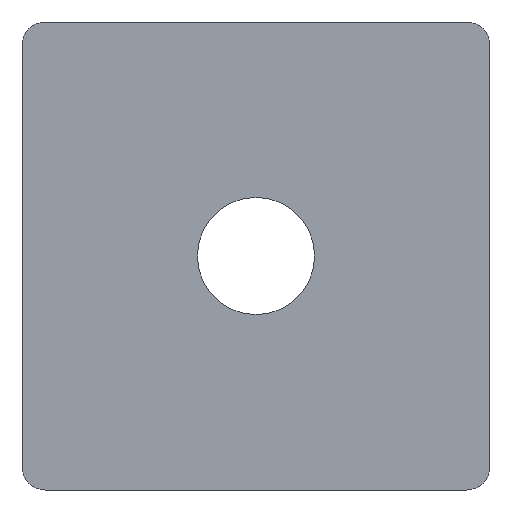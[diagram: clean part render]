
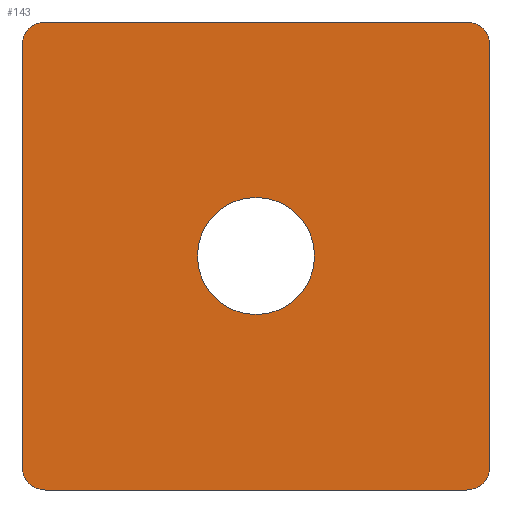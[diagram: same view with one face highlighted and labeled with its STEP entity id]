
A CAD part, front view. The second image highlights one B-rep face of the part: STEP entity #143.
In plain terms, the highlighted planar face has unit normal (0, -1, 0).
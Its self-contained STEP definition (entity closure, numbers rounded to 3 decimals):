
#3 = CARTESIAN_POINT ( 'NONE',  ( 19., -1.57, -1. ) ) ;
#8 = LINE ( 'NONE', #123, #313 ) ;
#12 = DIRECTION ( 'NONE',  ( 0., 0., -1. ) ) ;
#14 = DIRECTION ( 'NONE',  ( 0., 0., -1. ) ) ;
#19 = VERTEX_POINT ( 'NONE', #35 ) ;
#27 = VERTEX_POINT ( 'NONE', #200 ) ;
#35 = CARTESIAN_POINT ( 'NONE',  ( 19., -1.57, -20. ) ) ;
#49 = CARTESIAN_POINT ( 'NONE',  ( 0., -1.57, -1. ) ) ;
#58 = ORIENTED_EDGE ( 'NONE', *, *, #91, .F. ) ;
#74 = EDGE_CURVE ( 'NONE', #27, #83, #354, .T. ) ;
#83 = VERTEX_POINT ( 'NONE', #348 ) ;
#87 = CARTESIAN_POINT ( 'NONE',  ( 0., -1.57, -19. ) ) ;
#90 = EDGE_LOOP ( 'NONE', ( #370, #214 ) ) ;
#91 = EDGE_CURVE ( 'NONE', #19, #288, #8, .T. ) ;
#94 = PLANE ( 'NONE',  #172 ) ;
#98 = CIRCLE ( 'NONE', #379, 2.5 ) ;
#100 = ORIENTED_EDGE ( 'NONE', *, *, #233, .T. ) ;
#102 = ORIENTED_EDGE ( 'NONE', *, *, #476, .T. ) ;
#105 = EDGE_CURVE ( 'NONE', #150, #440, #108, .T. ) ;
#107 = VERTEX_POINT ( 'NONE', #245 ) ;
#108 = CIRCLE ( 'NONE', #285, 2.5 ) ;
#123 = CARTESIAN_POINT ( 'NONE',  ( 0., -1.57, -20. ) ) ;
#134 = CARTESIAN_POINT ( 'NONE',  ( 1., -1.57, -20. ) ) ;
#138 = VECTOR ( 'NONE', #192, 1000. ) ;
#143 = ADVANCED_FACE ( 'NONE', ( #464, #163 ), #94, .T. ) ;
#144 = ORIENTED_EDGE ( 'NONE', *, *, #326, .T. ) ;
#147 = ORIENTED_EDGE ( 'NONE', *, *, #338, .T. ) ;
#148 = CIRCLE ( 'NONE', #358, 1. ) ;
#149 = LINE ( 'NONE', #266, #138 ) ;
#150 = VERTEX_POINT ( 'NONE', #168 ) ;
#151 = LINE ( 'NONE', #342, #462 ) ;
#160 = CARTESIAN_POINT ( 'NONE',  ( 10., -1.57, -7.5 ) ) ;
#163 = FACE_OUTER_BOUND ( 'NONE', #169, .T. ) ;
#168 = CARTESIAN_POINT ( 'NONE',  ( 10., -1.57, -12.5 ) ) ;
#169 = EDGE_LOOP ( 'NONE', ( #58, #100, #428, #144, #293, #102, #298, #147 ) ) ;
#172 = AXIS2_PLACEMENT_3D ( 'NONE', #391, #209, #14 ) ;
#177 = VERTEX_POINT ( 'NONE', #49 ) ;
#180 = CIRCLE ( 'NONE', #333, 1. ) ;
#182 = VERTEX_POINT ( 'NONE', #87 ) ;
#190 = DIRECTION ( 'NONE',  ( 0., 0., -1. ) ) ;
#192 = DIRECTION ( 'NONE',  ( 0., 0., 1. ) ) ;
#200 = CARTESIAN_POINT ( 'NONE',  ( 1., -1.57, 0. ) ) ;
#201 = DIRECTION ( 'NONE',  ( 0., 1., 0. ) ) ;
#206 = AXIS2_PLACEMENT_3D ( 'NONE', #393, #364, #433 ) ;
#209 = DIRECTION ( 'NONE',  ( 0., -1., 0. ) ) ;
#214 = ORIENTED_EDGE ( 'NONE', *, *, #105, .T. ) ;
#229 = CIRCLE ( 'NONE', #206, 1. ) ;
#230 = DIRECTION ( 'NONE',  ( 0., 0., -1. ) ) ;
#231 = CARTESIAN_POINT ( 'NONE',  ( 0., -1.57, 0. ) ) ;
#233 = EDGE_CURVE ( 'NONE', #19, #363, #229, .T. ) ;
#239 = CARTESIAN_POINT ( 'NONE',  ( 10., -1.57, -10. ) ) ;
#241 = DIRECTION ( 'NONE',  ( 0., 1., 0. ) ) ;
#245 = CARTESIAN_POINT ( 'NONE',  ( 20., -1.57, -1. ) ) ;
#264 = CARTESIAN_POINT ( 'NONE',  ( 1., -1.57, -19. ) ) ;
#266 = CARTESIAN_POINT ( 'NONE',  ( 0., -1.57, 0. ) ) ;
#273 = DIRECTION ( 'NONE',  ( 0., -1., 0. ) ) ;
#283 = VECTOR ( 'NONE', #461, 1000. ) ;
#285 = AXIS2_PLACEMENT_3D ( 'NONE', #436, #241, #397 ) ;
#288 = VERTEX_POINT ( 'NONE', #134 ) ;
#293 = ORIENTED_EDGE ( 'NONE', *, *, #74, .F. ) ;
#298 = ORIENTED_EDGE ( 'NONE', *, *, #360, .F. ) ;
#313 = VECTOR ( 'NONE', #422, 1000. ) ;
#326 = EDGE_CURVE ( 'NONE', #107, #83, #180, .T. ) ;
#333 = AXIS2_PLACEMENT_3D ( 'NONE', #3, #273, #190 ) ;
#338 = EDGE_CURVE ( 'NONE', #182, #288, #148, .T. ) ;
#342 = CARTESIAN_POINT ( 'NONE',  ( 20., -1.57, 0. ) ) ;
#348 = CARTESIAN_POINT ( 'NONE',  ( 19., -1.57, 0. ) ) ;
#354 = LINE ( 'NONE', #231, #283 ) ;
#356 = CARTESIAN_POINT ( 'NONE',  ( 1., -1.57, -1. ) ) ;
#358 = AXIS2_PLACEMENT_3D ( 'NONE', #264, #423, #12 ) ;
#360 = EDGE_CURVE ( 'NONE', #182, #177, #149, .T. ) ;
#363 = VERTEX_POINT ( 'NONE', #416 ) ;
#364 = DIRECTION ( 'NONE',  ( 0., -1., 0. ) ) ;
#365 = AXIS2_PLACEMENT_3D ( 'NONE', #356, #460, #389 ) ;
#370 = ORIENTED_EDGE ( 'NONE', *, *, #471, .T. ) ;
#379 = AXIS2_PLACEMENT_3D ( 'NONE', #239, #201, #426 ) ;
#389 = DIRECTION ( 'NONE',  ( 0., 0., -1. ) ) ;
#391 = CARTESIAN_POINT ( 'NONE',  ( 0., -1.57, 0. ) ) ;
#393 = CARTESIAN_POINT ( 'NONE',  ( 19., -1.57, -19. ) ) ;
#397 = DIRECTION ( 'NONE',  ( 0., 0., 1. ) ) ;
#416 = CARTESIAN_POINT ( 'NONE',  ( 20., -1.57, -19. ) ) ;
#422 = DIRECTION ( 'NONE',  ( -1., 0., 0. ) ) ;
#423 = DIRECTION ( 'NONE',  ( 0., -1., 0. ) ) ;
#426 = DIRECTION ( 'NONE',  ( 0., 0., 1. ) ) ;
#428 = ORIENTED_EDGE ( 'NONE', *, *, #454, .F. ) ;
#433 = DIRECTION ( 'NONE',  ( 0., 0., -1. ) ) ;
#436 = CARTESIAN_POINT ( 'NONE',  ( 10., -1.57, -10. ) ) ;
#440 = VERTEX_POINT ( 'NONE', #160 ) ;
#441 = CIRCLE ( 'NONE', #365, 1. ) ;
#454 = EDGE_CURVE ( 'NONE', #107, #363, #151, .T. ) ;
#460 = DIRECTION ( 'NONE',  ( 0., -1., 0. ) ) ;
#461 = DIRECTION ( 'NONE',  ( 1., 0., 0. ) ) ;
#462 = VECTOR ( 'NONE', #230, 1000. ) ;
#464 = FACE_BOUND ( 'NONE', #90, .T. ) ;
#471 = EDGE_CURVE ( 'NONE', #440, #150, #98, .T. ) ;
#476 = EDGE_CURVE ( 'NONE', #27, #177, #441, .T. ) ;
